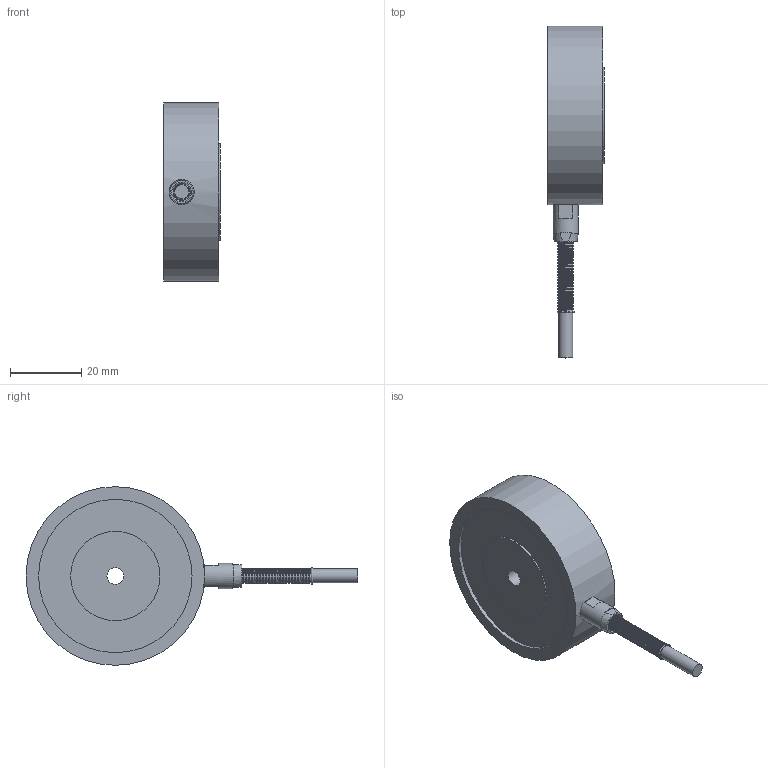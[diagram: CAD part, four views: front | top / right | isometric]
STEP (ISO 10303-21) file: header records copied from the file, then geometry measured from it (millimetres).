
FILE_DESCRIPTION((''),'2;1');
FILE_NAME('LTH400 3-16-A ID.stp','2013-01-23T15:20:39',('elkolino'),(''),'Autodesk Inventor 2013','Autodesk Inventor 2013','');
FILE_SCHEMA(('CONFIG_CONTROL_DESIGN'));
Length unit declared in the file: inch
Products named in the file (1): Assembly_Shrinkwrap_2
Bounding box: 16 x 93.46 x 50.29 mm (x, y, z)
Volume: 28927.2 mm3; surface area: 8717.2 mm2
Topology: 1 solids, 1 shells, 259 faces, 615 edges, 408 vertices
Faces by surface type: cylinder 103, plane 73, torus 63, cone 19, bspline 1
Full cylindrical faces by diameter (mm): 3.937 x2, 4.521 x1, 4.763 x1, 4.801 x1, 5.08 x1, 5.207 x1, 5.334 x1, 5.715 x1, 5.791 x1, 7.061 x1, 25.146 x1, 27.178 x1, 41.148 x1, 43.18 x1, 50.292 x1
Entity records: 12284 total; most frequent: CARTESIAN_POINT 6527, DIRECTION 1124, ORIENTED_EDGE 1036, EDGE_CURVE 518, AXIS2_PLACEMENT_3D 470, EDGE_LOOP 422, VERTEX_POINT 392, FACE_OUTER_BOUND 258
